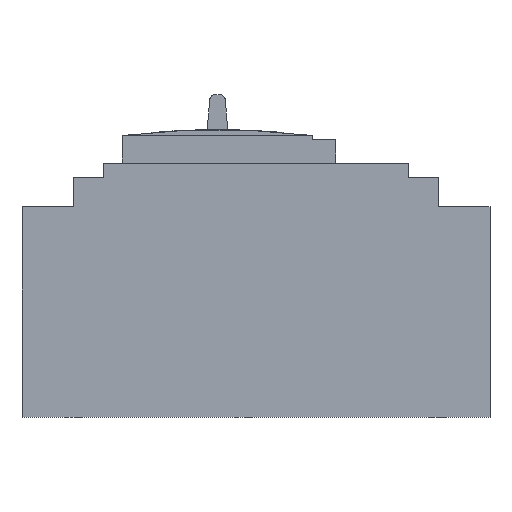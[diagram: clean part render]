
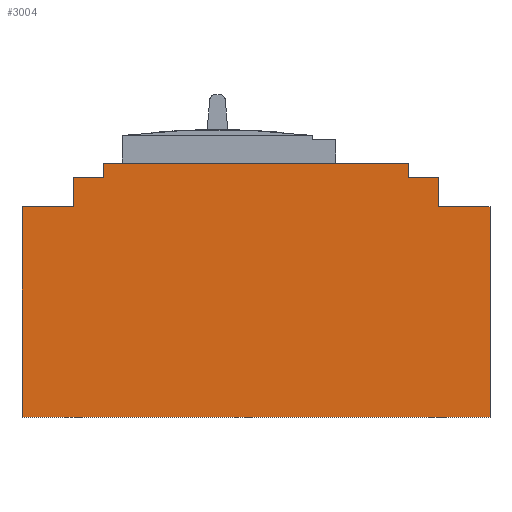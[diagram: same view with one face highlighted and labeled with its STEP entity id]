
A CAD part, left-side view. The second image highlights one B-rep face of the part: STEP entity #3004.
In plain terms, the highlighted planar face has unit normal (-1, 0, 0).
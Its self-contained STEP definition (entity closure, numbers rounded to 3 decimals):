
#81 = VERTEX_POINT ( 'NONE', #6324 ) ;
#171 = CARTESIAN_POINT ( 'NONE',  ( -52.5, -62.75, 82.5 ) ) ;
#207 = PLANE ( 'NONE',  #2362 ) ;
#222 = ORIENTED_EDGE ( 'NONE', *, *, #7133, .T. ) ;
#225 = CARTESIAN_POINT ( 'NONE',  ( -52.5, -62.75, 82.5 ) ) ;
#244 = VECTOR ( 'NONE', #7224, 1000. ) ;
#335 = VERTEX_POINT ( 'NONE', #1601 ) ;
#540 = EDGE_CURVE ( 'NONE', #587, #4342, #2686, .T. ) ;
#587 = VERTEX_POINT ( 'NONE', #1015 ) ;
#815 = LINE ( 'NONE', #2823, #6158 ) ;
#843 = VERTEX_POINT ( 'NONE', #4242 ) ;
#856 = CARTESIAN_POINT ( 'NONE',  ( -52.5, -80.5, 72.5 ) ) ;
#966 = EDGE_CURVE ( 'NONE', #335, #3231, #815, .T. ) ;
#984 = LINE ( 'NONE', #6107, #3163 ) ;
#998 = EDGE_CURVE ( 'NONE', #587, #5615, #5859, .T. ) ;
#1015 = CARTESIAN_POINT ( 'NONE',  ( -52.5, 62.75, 82.5 ) ) ;
#1017 = CARTESIAN_POINT ( 'NONE',  ( -52.5, 52.5, 87.5 ) ) ;
#1135 = EDGE_CURVE ( 'NONE', #1987, #5615, #1508, .T. ) ;
#1190 = EDGE_CURVE ( 'NONE', #7292, #7215, #1723, .T. ) ;
#1298 = VECTOR ( 'NONE', #5492, 1000. ) ;
#1358 = DIRECTION ( 'NONE',  ( 0., -1., 0. ) ) ;
#1508 = LINE ( 'NONE', #4931, #5338 ) ;
#1601 = CARTESIAN_POINT ( 'NONE',  ( -52.5, -62.75, 82.5 ) ) ;
#1623 = LINE ( 'NONE', #5983, #1298 ) ;
#1664 = CARTESIAN_POINT ( 'NONE',  ( -52.5, -80.5, 0. ) ) ;
#1723 = LINE ( 'NONE', #2805, #244 ) ;
#1771 = CARTESIAN_POINT ( 'NONE',  ( -52.5, -80.5, 0. ) ) ;
#1791 = CARTESIAN_POINT ( 'NONE',  ( -52.5, -52.5, 87.5 ) ) ;
#1840 = VECTOR ( 'NONE', #6401, 1000. ) ;
#1987 = VERTEX_POINT ( 'NONE', #1017 ) ;
#2020 = CARTESIAN_POINT ( 'NONE',  ( -52.5, -62.75, 72.5 ) ) ;
#2025 = LINE ( 'NONE', #5441, #3771 ) ;
#2053 = EDGE_CURVE ( 'NONE', #3135, #81, #4132, .T. ) ;
#2218 = LINE ( 'NONE', #1771, #3782 ) ;
#2243 = CARTESIAN_POINT ( 'NONE',  ( -52.5, 62.75, 82.5 ) ) ;
#2362 = AXIS2_PLACEMENT_3D ( 'NONE', #6994, #4133, #4244 ) ;
#2439 = DIRECTION ( 'NONE',  ( 0., -1., 0. ) ) ;
#2443 = ORIENTED_EDGE ( 'NONE', *, *, #540, .T. ) ;
#2604 = VECTOR ( 'NONE', #2439, 1000. ) ;
#2686 = LINE ( 'NONE', #2243, #3902 ) ;
#2805 = CARTESIAN_POINT ( 'NONE',  ( -52.5, -80.5, 72.5 ) ) ;
#2823 = CARTESIAN_POINT ( 'NONE',  ( -52.5, -62.75, 82.5 ) ) ;
#2895 = DIRECTION ( 'NONE',  ( 0., 0., -1. ) ) ;
#3004 = ADVANCED_FACE ( 'NONE', ( #3019 ), #207, .F. ) ;
#3019 = FACE_OUTER_BOUND ( 'NONE', #6950, .T. ) ;
#3094 = EDGE_CURVE ( 'NONE', #81, #335, #4091, .T. ) ;
#3107 = LINE ( 'NONE', #4285, #4595 ) ;
#3135 = VERTEX_POINT ( 'NONE', #5328 ) ;
#3163 = VECTOR ( 'NONE', #4962, 1000. ) ;
#3164 = CARTESIAN_POINT ( 'NONE',  ( -52.5, 52.5, 82.5 ) ) ;
#3231 = VERTEX_POINT ( 'NONE', #2020 ) ;
#3351 = DIRECTION ( 'NONE',  ( 0., 0., -1. ) ) ;
#3410 = ORIENTED_EDGE ( 'NONE', *, *, #6267, .T. ) ;
#3456 = ORIENTED_EDGE ( 'NONE', *, *, #1190, .F. ) ;
#3649 = DIRECTION ( 'NONE',  ( 0., -1., 0. ) ) ;
#3671 = ORIENTED_EDGE ( 'NONE', *, *, #1135, .T. ) ;
#3722 = CARTESIAN_POINT ( 'NONE',  ( -52.5, 62.75, 72.5 ) ) ;
#3771 = VECTOR ( 'NONE', #4889, 1000. ) ;
#3782 = VECTOR ( 'NONE', #4485, 1000. ) ;
#3902 = VECTOR ( 'NONE', #3351, 1000. ) ;
#4073 = VERTEX_POINT ( 'NONE', #4356 ) ;
#4082 = EDGE_CURVE ( 'NONE', #4073, #4342, #984, .T. ) ;
#4091 = LINE ( 'NONE', #171, #4347 ) ;
#4132 = LINE ( 'NONE', #1791, #1840 ) ;
#4133 = DIRECTION ( 'NONE',  ( 1., 0., 0. ) ) ;
#4235 = ORIENTED_EDGE ( 'NONE', *, *, #2053, .F. ) ;
#4242 = CARTESIAN_POINT ( 'NONE',  ( -52.5, 80.5, 0. ) ) ;
#4244 = DIRECTION ( 'NONE',  ( 0., 0., -1. ) ) ;
#4285 = CARTESIAN_POINT ( 'NONE',  ( -52.5, -80.5, 72.5 ) ) ;
#4342 = VERTEX_POINT ( 'NONE', #3722 ) ;
#4347 = VECTOR ( 'NONE', #3649, 1000. ) ;
#4356 = CARTESIAN_POINT ( 'NONE',  ( -52.5, 80.5, 72.5 ) ) ;
#4485 = DIRECTION ( 'NONE',  ( 0., -1., 0. ) ) ;
#4595 = VECTOR ( 'NONE', #1358, 1000. ) ;
#4681 = ORIENTED_EDGE ( 'NONE', *, *, #7028, .F. ) ;
#4689 = ORIENTED_EDGE ( 'NONE', *, *, #3094, .F. ) ;
#4889 = DIRECTION ( 'NONE',  ( 0., 0., -1. ) ) ;
#4931 = CARTESIAN_POINT ( 'NONE',  ( -52.5, 52.5, 87.5 ) ) ;
#4962 = DIRECTION ( 'NONE',  ( 0., -1., 0. ) ) ;
#5178 = EDGE_CURVE ( 'NONE', #3231, #7292, #3107, .T. ) ;
#5308 = ORIENTED_EDGE ( 'NONE', *, *, #998, .F. ) ;
#5328 = CARTESIAN_POINT ( 'NONE',  ( -52.5, -52.5, 87.5 ) ) ;
#5338 = VECTOR ( 'NONE', #6483, 1000. ) ;
#5441 = CARTESIAN_POINT ( 'NONE',  ( -52.5, 80.5, 72.5 ) ) ;
#5492 = DIRECTION ( 'NONE',  ( 0., -1., 0. ) ) ;
#5615 = VERTEX_POINT ( 'NONE', #3164 ) ;
#5859 = LINE ( 'NONE', #225, #2604 ) ;
#5983 = CARTESIAN_POINT ( 'NONE',  ( -52.5, -52.5, 87.5 ) ) ;
#6028 = ORIENTED_EDGE ( 'NONE', *, *, #4082, .F. ) ;
#6107 = CARTESIAN_POINT ( 'NONE',  ( -52.5, -80.5, 72.5 ) ) ;
#6158 = VECTOR ( 'NONE', #2895, 1000. ) ;
#6267 = EDGE_CURVE ( 'NONE', #4073, #843, #2025, .T. ) ;
#6324 = CARTESIAN_POINT ( 'NONE',  ( -52.5, -52.5, 82.5 ) ) ;
#6359 = ORIENTED_EDGE ( 'NONE', *, *, #966, .F. ) ;
#6401 = DIRECTION ( 'NONE',  ( 0., 0., -1. ) ) ;
#6483 = DIRECTION ( 'NONE',  ( 0., 0., -1. ) ) ;
#6950 = EDGE_LOOP ( 'NONE', ( #222, #3456, #7050, #6359, #4689, #4235, #4681, #3671, #5308, #2443, #6028, #3410 ) ) ;
#6994 = CARTESIAN_POINT ( 'NONE',  ( -52.5, -80.5, 72.5 ) ) ;
#7028 = EDGE_CURVE ( 'NONE', #1987, #3135, #1623, .T. ) ;
#7050 = ORIENTED_EDGE ( 'NONE', *, *, #5178, .F. ) ;
#7133 = EDGE_CURVE ( 'NONE', #843, #7215, #2218, .T. ) ;
#7215 = VERTEX_POINT ( 'NONE', #1664 ) ;
#7224 = DIRECTION ( 'NONE',  ( 0., 0., -1. ) ) ;
#7292 = VERTEX_POINT ( 'NONE', #856 ) ;
